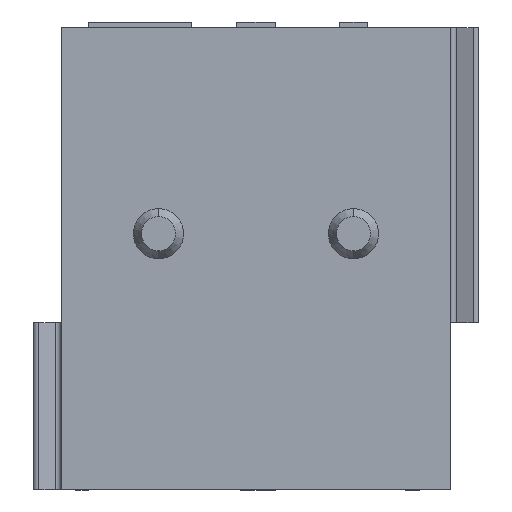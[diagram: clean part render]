
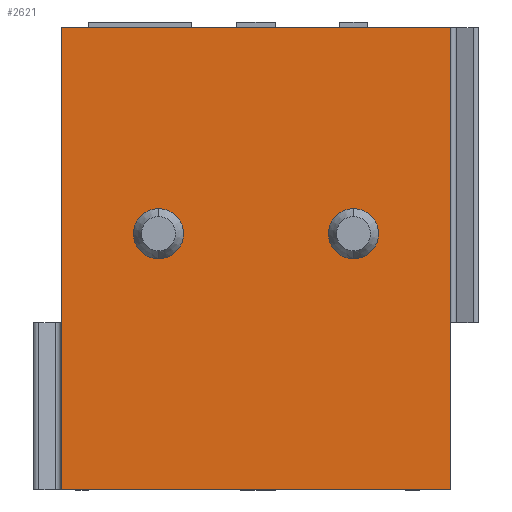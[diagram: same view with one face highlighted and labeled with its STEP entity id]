
A CAD part, front view. The second image highlights one B-rep face of the part: STEP entity #2621.
In plain terms, the highlighted planar face has unit normal (0, -1, 0).
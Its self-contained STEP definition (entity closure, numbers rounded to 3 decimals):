
#3 = EDGE_LOOP ( 'NONE', ( #4237, #3105, #205, #5382 ) ) ;
#196 = EDGE_CURVE ( 'NONE', #948, #5739, #4887, .T. ) ;
#205 = ORIENTED_EDGE ( 'NONE', *, *, #2933, .T. ) ;
#672 = DIRECTION ( 'NONE',  ( 0., 1., 0. ) ) ;
#686 = VECTOR ( 'NONE', #3834, 1000. ) ;
#818 = EDGE_CURVE ( 'NONE', #4967, #5739, #3278, .T. ) ;
#819 = LINE ( 'NONE', #5546, #686 ) ;
#948 = VERTEX_POINT ( 'NONE', #5668 ) ;
#1483 = VECTOR ( 'NONE', #1989, 1000. ) ;
#1989 = DIRECTION ( 'NONE',  ( 0., 0., -1. ) ) ;
#1996 = PLANE ( 'NONE',  #5181 ) ;
#2329 = DIRECTION ( 'NONE',  ( -1., 0., 0. ) ) ;
#2621 = ADVANCED_FACE ( 'NONE', ( #4586 ), #1996, .F. ) ;
#2676 = CARTESIAN_POINT ( 'NONE',  ( 5.25, 0., 4.6 ) ) ;
#2894 = LINE ( 'NONE', #4426, #4204 ) ;
#2933 = EDGE_CURVE ( 'NONE', #4262, #4967, #2894, .T. ) ;
#3105 = ORIENTED_EDGE ( 'NONE', *, *, #3901, .F. ) ;
#3155 = VECTOR ( 'NONE', #2329, 1000. ) ;
#3278 = LINE ( 'NONE', #3733, #1483 ) ;
#3575 = DIRECTION ( 'NONE',  ( -1., 0., 0. ) ) ;
#3733 = CARTESIAN_POINT ( 'NONE',  ( -1.75, 0., -3.8 ) ) ;
#3834 = DIRECTION ( 'NONE',  ( 0., 0., -1. ) ) ;
#3901 = EDGE_CURVE ( 'NONE', #4262, #948, #819, .T. ) ;
#3935 = CARTESIAN_POINT ( 'NONE',  ( -1.75, 0., -3.7 ) ) ;
#4204 = VECTOR ( 'NONE', #3575, 1000. ) ;
#4237 = ORIENTED_EDGE ( 'NONE', *, *, #196, .F. ) ;
#4262 = VERTEX_POINT ( 'NONE', #2676 ) ;
#4426 = CARTESIAN_POINT ( 'NONE',  ( 5.25, 0., 4.6 ) ) ;
#4586 = FACE_OUTER_BOUND ( 'NONE', #3, .T. ) ;
#4603 = DIRECTION ( 'NONE',  ( 0., 0., 1. ) ) ;
#4645 = CARTESIAN_POINT ( 'NONE',  ( -1.75, 0., 4.6 ) ) ;
#4887 = LINE ( 'NONE', #4959, #3155 ) ;
#4959 = CARTESIAN_POINT ( 'NONE',  ( 0., 0., -3.7 ) ) ;
#4967 = VERTEX_POINT ( 'NONE', #4645 ) ;
#5073 = CARTESIAN_POINT ( 'NONE',  ( 5.25, 0., -3.8 ) ) ;
#5181 = AXIS2_PLACEMENT_3D ( 'NONE', #5073, #672, #4603 ) ;
#5382 = ORIENTED_EDGE ( 'NONE', *, *, #818, .T. ) ;
#5546 = CARTESIAN_POINT ( 'NONE',  ( 5.25, 0., -3.8 ) ) ;
#5668 = CARTESIAN_POINT ( 'NONE',  ( 5.25, 0., -3.7 ) ) ;
#5739 = VERTEX_POINT ( 'NONE', #3935 ) ;
